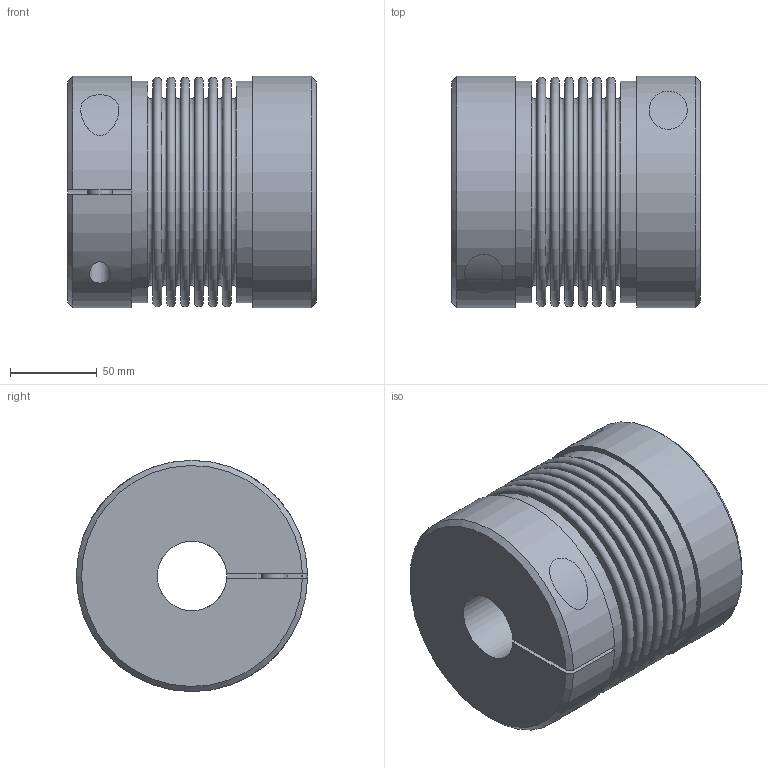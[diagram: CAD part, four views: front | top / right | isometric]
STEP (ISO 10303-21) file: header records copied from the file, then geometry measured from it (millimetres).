
FILE_DESCRIPTION( ( 'Unknown' ), '1' );
FILE_NAME( 'KM 900.stp', 'Unknown', ( 'Unknown' ), ( 'Unknown' ), 'PSStep 10.1', 'Unknown', ' ' );
FILE_SCHEMA( ( 'AUTOMOTIVE_DESIGN { 1 0 10303 214 1 1 1 1 }' ) );
Length unit declared in the file: millimetre
Products named in the file (1): KM  900
Bounding box: 143 x 133 x 132.99 mm (x, y, z)
Volume: 1161561 mm3; surface area: 253544.4 mm2
Topology: 1 solids, 3 shells, 124 faces, 246 edges, 164 vertices
Faces by surface type: plane 68, torus 28, cylinder 24, cone 4
Full cylindrical faces by diameter (mm): 12 x2, 14 x2, 15 x2, 20.9 x2, 22 x2, 127.4 x2
Entity records: 5526 total; most frequent: CARTESIAN_POINT 2121, DIRECTION 528, ORIENTED_EDGE 380, AXIS2_PLACEMENT_3D 223, EDGE_LOOP 208, EDGE_CURVE 190, FACE_OUTER_BOUND 162, VERTEX_POINT 152
